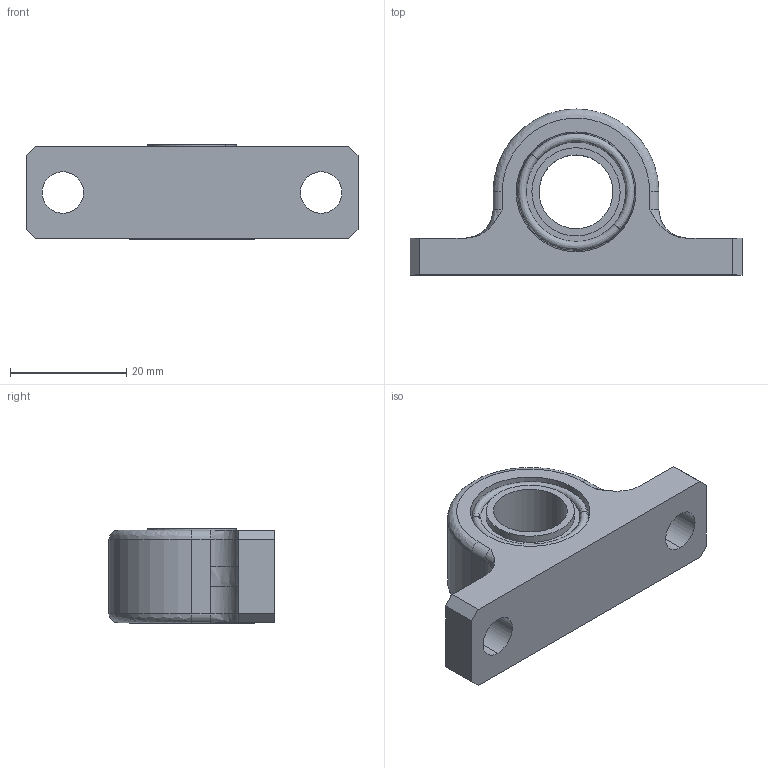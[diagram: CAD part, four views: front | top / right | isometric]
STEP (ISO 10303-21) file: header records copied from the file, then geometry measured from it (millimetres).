
FILE_DESCRIPTION (( 'STEP AP203' ), '1' );
FILE_NAME ('B003DZ0SEM.3D.STEP', '2013-01-14T10:03:26', ( '' ), ( '' ), 'SwSTEP 2.0', 'SolidWorks 2010', '' );
FILE_SCHEMA (( 'CONFIG_CONTROL_DESIGN' ));
Length unit declared in the file: inch
Products named in the file (1): B003DZ0SEM.3D
Bounding box: 57.15 x 28.57 x 16.23 mm (x, y, z)
Volume: 11728.5 mm3; surface area: 7074.2 mm2
Topology: 2 solids, 2 shells, 239 faces, 680 edges, 448 vertices
Faces by surface type: plane 200, cylinder 27, bspline 10, cone 2
Entity records: 8566 total; most frequent: CARTESIAN_POINT 2275, ORIENTED_EDGE 1360, DIRECTION 1180, EDGE_CURVE 680, LINE 604, VECTOR 604, VERTEX_POINT 448, AXIS2_PLACEMENT_3D 288
